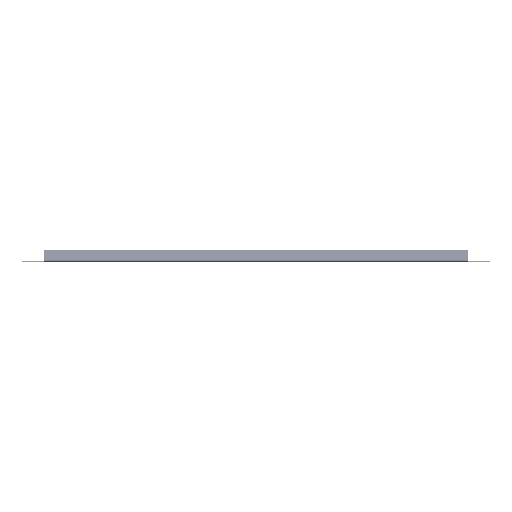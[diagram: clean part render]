
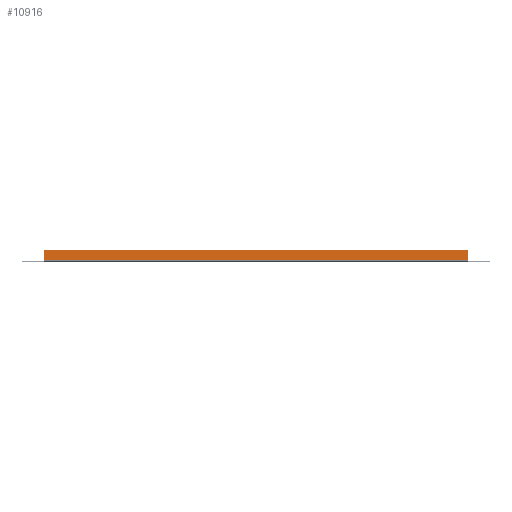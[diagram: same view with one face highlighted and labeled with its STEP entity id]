
A CAD part, top view. The second image highlights one B-rep face of the part: STEP entity #10916.
In plain terms, the highlighted planar face has unit normal (0, 0, 1).
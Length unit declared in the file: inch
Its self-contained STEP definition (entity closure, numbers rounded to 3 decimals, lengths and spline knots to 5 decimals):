
#1627 = CARTESIAN_POINT ( 'NONE',  ( 8.625, 0.5, 4.359 ) ) ;
#1951 = VECTOR ( 'NONE', #43745, 39.37008 ) ;
#2782 = ORIENTED_EDGE ( 'NONE', *, *, #38433, .F. ) ;
#4374 = EDGE_CURVE ( 'NONE', #31341, #15245, #24345, .T. ) ;
#5199 = FACE_OUTER_BOUND ( 'NONE', #5442, .T. ) ;
#5442 = EDGE_LOOP ( 'NONE', ( #36132, #2782, #28585, #38037 ) ) ;
#7067 = CARTESIAN_POINT ( 'NONE',  ( 8.625, 0.086, 4.359 ) ) ;
#8030 = EDGE_CURVE ( 'NONE', #43576, #43491, #38539, .T. ) ;
#10004 = VECTOR ( 'NONE', #45191, 39.37008 ) ;
#10916 = ADVANCED_FACE ( 'NONE', ( #5199 ), #39960, .F. ) ;
#14247 = CARTESIAN_POINT ( 'NONE',  ( 8.625, 0.04648, 4.359 ) ) ;
#14720 = AXIS2_PLACEMENT_3D ( 'NONE', #14247, #31527, #38665 ) ;
#15245 = VERTEX_POINT ( 'NONE', #34094 ) ;
#16387 = CARTESIAN_POINT ( 'NONE',  ( -8.625, 0.5, 4.359 ) ) ;
#17644 = DIRECTION ( 'NONE',  ( -1., 0., 0. ) ) ;
#19565 = VECTOR ( 'NONE', #17644, 39.37008 ) ;
#19813 = LINE ( 'NONE', #1627, #1951 ) ;
#21777 = CARTESIAN_POINT ( 'NONE',  ( -8.625, 0.04648, 4.359 ) ) ;
#24345 = LINE ( 'NONE', #21777, #24963 ) ;
#24963 = VECTOR ( 'NONE', #25230, 39.37008 ) ;
#25230 = DIRECTION ( 'NONE',  ( 0., -1., 0. ) ) ;
#28006 = LINE ( 'NONE', #7067, #19565 ) ;
#28585 = ORIENTED_EDGE ( 'NONE', *, *, #4374, .T. ) ;
#28608 = CARTESIAN_POINT ( 'NONE',  ( 8.625, 0.5, 4.359 ) ) ;
#30718 = CARTESIAN_POINT ( 'NONE',  ( 8.625, 0.04648, 4.359 ) ) ;
#31341 = VERTEX_POINT ( 'NONE', #16387 ) ;
#31527 = DIRECTION ( 'NONE',  ( 0., 0., -1. ) ) ;
#32154 = EDGE_CURVE ( 'NONE', #43491, #15245, #28006, .T. ) ;
#34094 = CARTESIAN_POINT ( 'NONE',  ( -8.625, 0.086, 4.359 ) ) ;
#35314 = CARTESIAN_POINT ( 'NONE',  ( 8.625, 0.086, 4.359 ) ) ;
#36132 = ORIENTED_EDGE ( 'NONE', *, *, #8030, .F. ) ;
#38037 = ORIENTED_EDGE ( 'NONE', *, *, #32154, .F. ) ;
#38433 = EDGE_CURVE ( 'NONE', #31341, #43576, #19813, .T. ) ;
#38539 = LINE ( 'NONE', #30718, #10004 ) ;
#38665 = DIRECTION ( 'NONE',  ( 0., 1., 0. ) ) ;
#39960 = PLANE ( 'NONE',  #14720 ) ;
#43491 = VERTEX_POINT ( 'NONE', #35314 ) ;
#43576 = VERTEX_POINT ( 'NONE', #28608 ) ;
#43745 = DIRECTION ( 'NONE',  ( 1., 0., 0. ) ) ;
#45191 = DIRECTION ( 'NONE',  ( 0., -1., 0. ) ) ;
